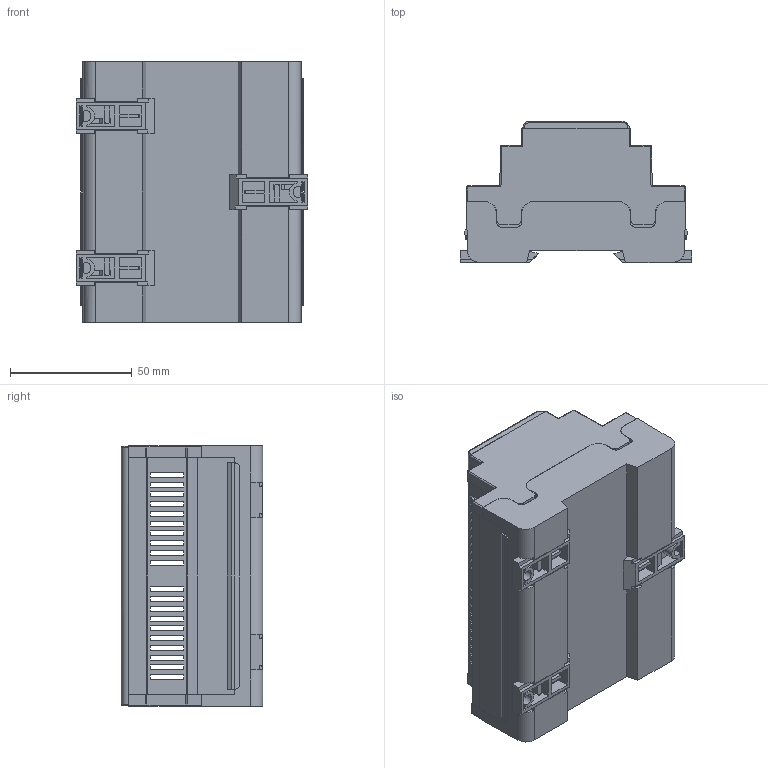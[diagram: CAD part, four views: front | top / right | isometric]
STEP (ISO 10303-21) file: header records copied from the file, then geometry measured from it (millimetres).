
FILE_DESCRIPTION (( 'STEP AP203' ), '1' );
FILE_NAME ('449-360-50.STEP', '2021-08-24T13:34:54', ( '' ), ( '' ), 'SwSTEP 2.0', 'SolidWorks 2018', '' );
FILE_SCHEMA (( 'CONFIG_CONTROL_DESIGN' ));
Length unit declared in the file: centimetre
Products named in the file (5): 044936051; 044900300; 449-360-50; 044900400_044900400; 044936001
Assembly tree (7 placements, depth 2):
  449-360-50
    044936051
    044936001
    044900300  x3
    044900400_044900400  x2
Bounding box: 95 x 58 x 107 mm (x, y, z)
Volume: 68152.7 mm3; surface area: 95893.6 mm2
Topology: 7 solids, 7 shells, 1183 faces, 3297 edges, 2156 vertices
Faces by surface type: plane 1039, cylinder 128, sphere 8, bspline 4, cone 4
Entity records: 29974 total; most frequent: CARTESIAN_POINT 5442, ORIENTED_EDGE 5150, DIRECTION 4585, EDGE_CURVE 2575, VECTOR 2327, LINE 2327, VERTEX_POINT 1690, AXIS2_PLACEMENT_3D 1129
